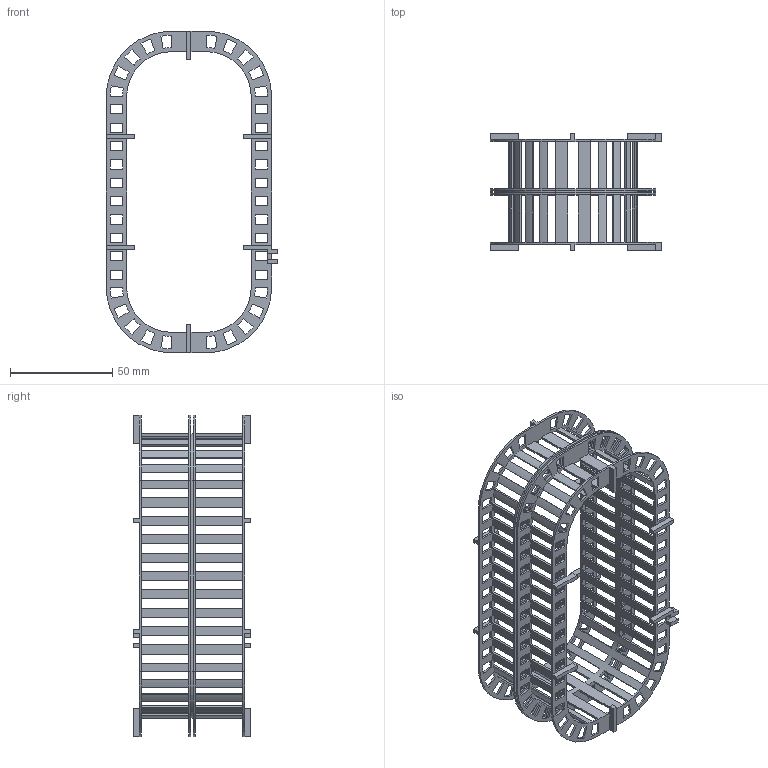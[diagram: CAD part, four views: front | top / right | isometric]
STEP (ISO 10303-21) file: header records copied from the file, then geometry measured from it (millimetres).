
FILE_DESCRIPTION(/* description */ (''),/* implementation_level */ '2;1');
FILE_NAME(/* name */ 'coil_former_hv.ipt.stp',/* time_stamp */ '2016-11-04T11:02:59+01:00',/* author */ ('tguillod'),/* organization */ (''),/* preprocessor_version */ 'ST-DEVELOPER v15.2',/* originating_system */ 'Autodesk Inventor 2014',/* authorisation */ '');
FILE_SCHEMA (('AUTOMOTIVE_DESIGN { 1 0 10303 214 3 1 1 }'));
Length unit declared in the file: millimetre
Products named in the file (1): coil_former_hv
Bounding box: 84 x 57.5 x 157.5 mm (x, y, z)
Volume: 21257.4 mm3; surface area: 50740 mm2
Topology: 1 solids, 1 shells, 1038 faces, 3440 edges, 2396 vertices
Faces by surface type: plane 822, cylinder 216
Entity records: 38135 total; most frequent: CARTESIAN_POINT 6875, ORIENTED_EDGE 6692, DIRECTION 6045, EDGE_CURVE 3346, LINE 2913, VECTOR 2913, VERTEX_POINT 2208, AXIS2_PLACEMENT_3D 1566
